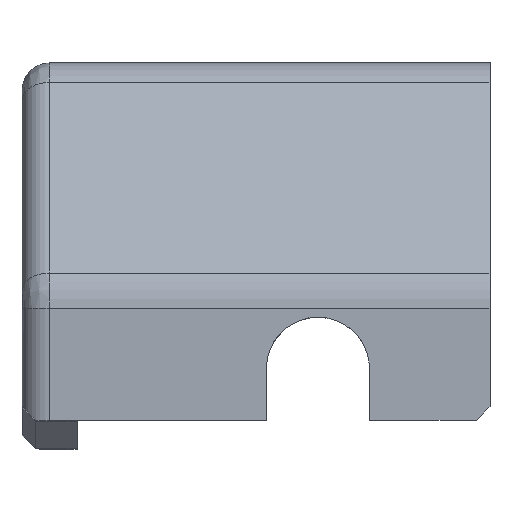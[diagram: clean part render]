
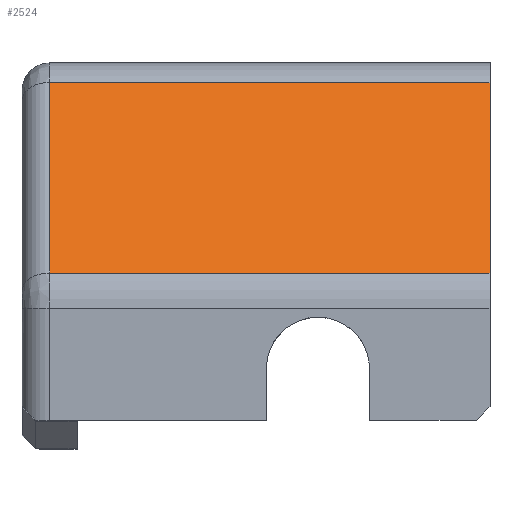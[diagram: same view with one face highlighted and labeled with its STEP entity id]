
A CAD part, top view. The second image highlights one B-rep face of the part: STEP entity #2524.
In plain terms, the highlighted planar face has unit normal (0, 0.643, 0.766).
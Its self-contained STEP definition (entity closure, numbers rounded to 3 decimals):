
#198=PLANE('',#2671);
#320=FACE_OUTER_BOUND('',#465,.T.);
#465=EDGE_LOOP('',(#2059,#2060,#2061,#2062));
#672=LINE('',#4018,#945);
#674=LINE('',#4049,#947);
#675=LINE('',#4052,#948);
#676=LINE('',#4053,#949);
#945=VECTOR('',#2987,10.);
#947=VECTOR('',#3003,10.);
#948=VECTOR('',#3006,10.);
#949=VECTOR('',#3007,10.);
#1265=VERTEX_POINT('',#4012);
#1267=VERTEX_POINT('',#4016);
#1271=VERTEX_POINT('',#4047);
#1272=VERTEX_POINT('',#4051);
#1549=EDGE_CURVE('',#1265,#1267,#672,.T.);
#1557=EDGE_CURVE('',#1267,#1271,#674,.T.);
#1558=EDGE_CURVE('',#1271,#1272,#675,.T.);
#1559=EDGE_CURVE('',#1272,#1265,#676,.T.);
#2059=ORIENTED_EDGE('',*,*,#1549,.T.);
#2060=ORIENTED_EDGE('',*,*,#1557,.T.);
#2061=ORIENTED_EDGE('',*,*,#1558,.T.);
#2062=ORIENTED_EDGE('',*,*,#1559,.T.);
#2524=ADVANCED_FACE('',(#320),#198,.F.);
#2671=AXIS2_PLACEMENT_3D('',#4050,#3004,#3005);
#2987=DIRECTION('',(0.,-0.766,0.643));
#3003=DIRECTION('',(1.,0.,0.));
#3004=DIRECTION('center_axis',(0.,-0.643,
-0.766));
#3005=DIRECTION('ref_axis',(0.,0.766,-0.643));
#3006=DIRECTION('',(0.,0.766,-0.643));
#3007=DIRECTION('',(-1.,0.,0.));
#4012=CARTESIAN_POINT('',(9.75,24.571,23.184));
#4016=CARTESIAN_POINT('',(9.75,10.711,34.814));
#4018=CARTESIAN_POINT('',(9.75,15.467,30.824));
#4047=CARTESIAN_POINT('',(41.75,10.711,34.814));
#4049=CARTESIAN_POINT('',(24.75,10.711,34.814));
#4050=CARTESIAN_POINT('Origin',(24.75,9.,36.25));
#4051=CARTESIAN_POINT('',(41.75,24.571,23.184));
#4052=CARTESIAN_POINT('',(41.75,9.,36.25));
#4053=CARTESIAN_POINT('',(24.75,24.571,23.184));
